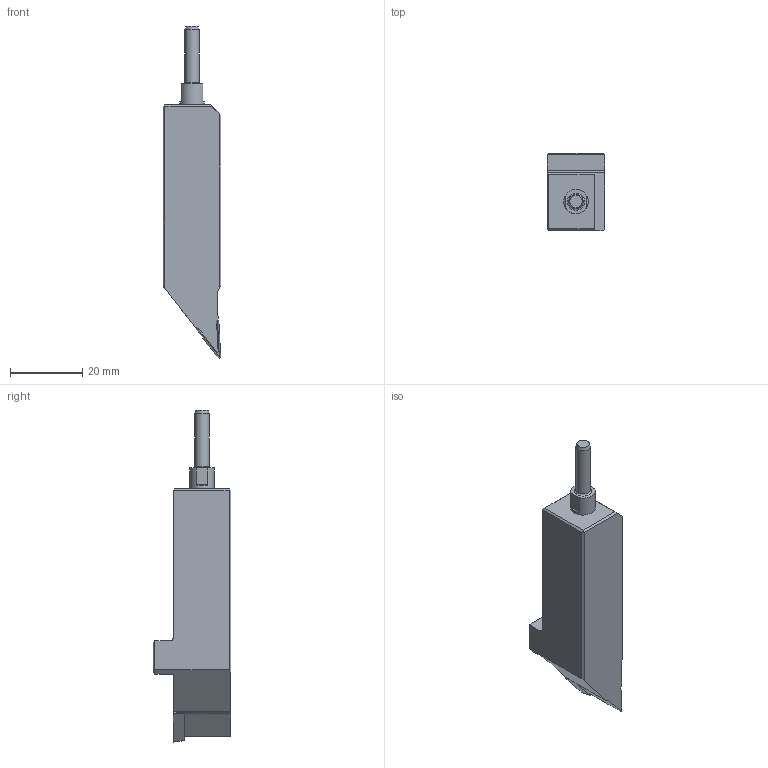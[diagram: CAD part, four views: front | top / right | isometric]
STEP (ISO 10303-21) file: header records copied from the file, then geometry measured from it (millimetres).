
FILE_DESCRIPTION(/* description */ (''),/* implementation_level */ '2;1');
FILE_NAME(/* name */ '1676546167375.stp',/* time_stamp */ '2023-02-16T16:46:23+05:00',/* author */ (''),/* organization */ ('SMS'),/* preprocessor_version */ 'ST-DEVELOPER v16.7',/* originating_system */ 'SIEMENS PLM Software NX 12.0',/* authorisation */ '');
FILE_SCHEMA (('AUTOMOTIVE_DESIGN { 1 0 10303 214 3 1 1 1 }'));
Length unit declared in the file: millimetre
Products named in the file (4): ASSEMBLY_CONSTRUCTION; IsoTurningInsert; 204554167mod000_00; 204554168mod000_00
Assembly tree (3 placements, depth 2):
  204554168mod000_00
    204554167mod000_00
    IsoTurningInsert
    ASSEMBLY_CONSTRUCTION
Bounding box: 15.97 x 21.5 x 91.75 mm (x, y, z)
Volume: 16103.7 mm3; surface area: 5193.9 mm2
Topology: 2 solids, 2 shells, 82 faces, 203 edges, 137 vertices
Faces by surface type: plane 49, cone 14, cylinder 11, torus 5, bspline 3
Full cylindrical faces by diameter (mm): 2.8 x2, 3.95 x1, 6.75 x1
Entity records: 3792 total; most frequent: CARTESIAN_POINT 1739, DIRECTION 407, ORIENTED_EDGE 370, EDGE_CURVE 185, AXIS2_PLACEMENT_3D 148, VERTEX_POINT 125, LINE 111, VECTOR 111
